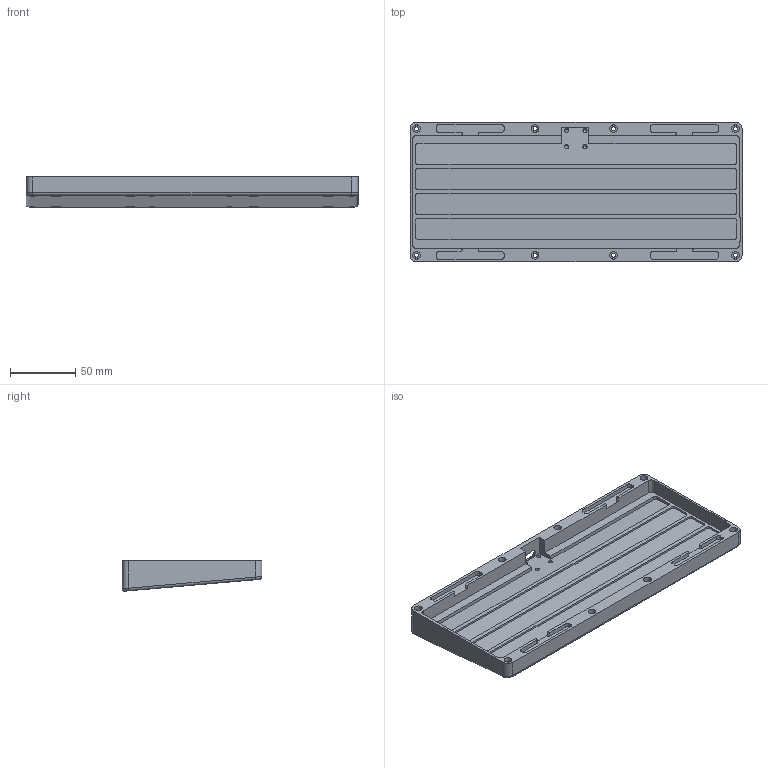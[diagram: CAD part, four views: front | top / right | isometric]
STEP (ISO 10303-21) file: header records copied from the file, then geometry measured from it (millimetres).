
FILE_DESCRIPTION(/* description */ ('','CAx-IF Rec.Pracs.---Representation and Presentation of Product Manufacturing Information (PMI)---4.0---2014-10-13'),/* implementation_level */ '2;1');
FILE_NAME(/* name */ 'Bottom case.step',/* time_stamp */ '2025-03-25T16:24:04+01:00',/* author */ (''),/* organization */ (''),/* preprocessor_version */ 'ST-DEVELOPER v20',/* originating_system */ 'Autodesk Translation Framework v13.20.0.188',/* authorisation */ '');
FILE_SCHEMA (('AP242_MANAGED_MODEL_BASED_3D_ENGINEERING_MIM_LF { 1 0 10303 442 1 1 4 }'));
Length unit declared in the file: millimetre
Products named in the file (3): Pancake case; Pancake; Bottom case
Assembly tree (2 placements, depth 3):
  Pancake case
    Pancake
      Bottom case
Bounding box: 254 x 107 x 23.18 mm (x, y, z)
Volume: 218826 mm3; surface area: 82519.6 mm2
Topology: 1 solids, 1 shells, 207 faces, 521 edges, 340 vertices
Faces by surface type: cylinder 96, plane 93, bspline 14, cone 4
Full cylindrical faces by diameter (mm): 3.2 x12, 5.8 x16, 6.4 x8
Entity records: 6989 total; most frequent: CARTESIAN_POINT 1811, DIRECTION 1085, ORIENTED_EDGE 1034, EDGE_CURVE 517, AXIS2_PLACEMENT_3D 400, VERTEX_POINT 340, LINE 285, VECTOR 285
